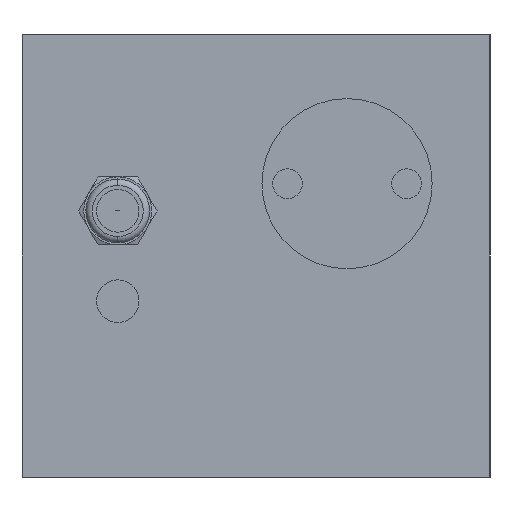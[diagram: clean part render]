
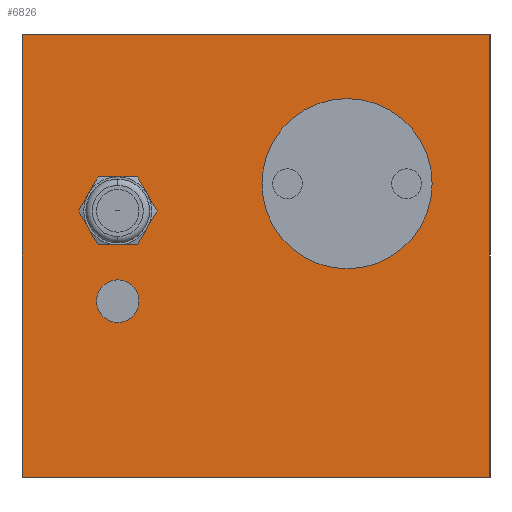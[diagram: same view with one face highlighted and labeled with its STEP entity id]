
A CAD part, left-side view. The second image highlights one B-rep face of the part: STEP entity #6826.
In plain terms, the highlighted planar face has unit normal (-1, 0, 0).
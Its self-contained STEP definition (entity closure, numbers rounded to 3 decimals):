
#827=DIRECTION('',(0.,0.,1.));
#828=VECTOR('',#827,52.);
#829=CARTESIAN_POINT('',(0.,55.,-52.));
#830=LINE('',#829,#828);
#871=DIRECTION('',(0.,-1.,0.));
#872=VECTOR('',#871,55.);
#873=CARTESIAN_POINT('',(0.,55.,-52.));
#874=LINE('',#873,#872);
#875=DIRECTION('',(0.,1.,0.));
#876=VECTOR('',#875,55.);
#877=CARTESIAN_POINT('',(0.,0.,0.));
#878=LINE('',#877,#876);
#879=DIRECTION('',(0.,0.,1.));
#880=VECTOR('',#879,52.);
#881=CARTESIAN_POINT('',(0.,0.,-52.));
#882=LINE('',#881,#880);
#883=CARTESIAN_POINT('',(0.,16.8,-17.5));
#884=DIRECTION('',(1.,0.,0.));
#885=DIRECTION('',(0.,0.,-1.));
#886=AXIS2_PLACEMENT_3D('',#883,#884,#885);
#888=CARTESIAN_POINT('',(0.,16.8,-17.5));
#889=DIRECTION('',(1.,0.,0.));
#890=DIRECTION('',(0.,0.,1.));
#891=AXIS2_PLACEMENT_3D('',#888,#889,#890);
#893=CARTESIAN_POINT('',(0.,43.75,-31.3));
#894=DIRECTION('',(1.,0.,0.));
#895=DIRECTION('',(0.,0.,-1.));
#896=AXIS2_PLACEMENT_3D('',#893,#894,#895);
#898=CARTESIAN_POINT('',(0.,43.75,-31.3));
#899=DIRECTION('',(1.,0.,0.));
#900=DIRECTION('',(0.,0.,1.));
#901=AXIS2_PLACEMENT_3D('',#898,#899,#900);
#903=CARTESIAN_POINT('',(0.,43.75,-20.7));
#904=DIRECTION('',(-1.,0.,0.));
#905=DIRECTION('',(0.,-0.866,0.5));
#906=AXIS2_PLACEMENT_3D('',#903,#904,#905);
#908=CARTESIAN_POINT('',(0.,43.75,-20.7));
#909=DIRECTION('',(-1.,0.,0.));
#910=DIRECTION('',(0.,0.,1.));
#911=AXIS2_PLACEMENT_3D('',#908,#909,#910);
#913=CARTESIAN_POINT('',(0.,43.75,-20.7));
#914=DIRECTION('',(-1.,0.,0.));
#915=DIRECTION('',(0.,0.866,0.5));
#916=AXIS2_PLACEMENT_3D('',#913,#914,#915);
#918=CARTESIAN_POINT('',(0.,43.75,-20.7));
#919=DIRECTION('',(-1.,0.,0.));
#920=DIRECTION('',(0.,0.866,-0.5));
#921=AXIS2_PLACEMENT_3D('',#918,#919,#920);
#923=CARTESIAN_POINT('',(0.,43.75,-20.7));
#924=DIRECTION('',(-1.,0.,0.));
#925=DIRECTION('',(0.,0.,-1.));
#926=AXIS2_PLACEMENT_3D('',#923,#924,#925);
#928=CARTESIAN_POINT('',(0.,43.75,-20.7));
#929=DIRECTION('',(-1.,0.,0.));
#930=DIRECTION('',(0.,-0.866,-0.5));
#931=AXIS2_PLACEMENT_3D('',#928,#929,#930);
#4691=CARTESIAN_POINT('',(0.,0.,-52.));
#4692=VERTEX_POINT('',#4691);
#4693=CARTESIAN_POINT('',(0.,55.,-52.));
#4694=VERTEX_POINT('',#4693);
#4731=CARTESIAN_POINT('',(0.,0.,0.));
#4732=VERTEX_POINT('',#4731);
#4733=CARTESIAN_POINT('',(0.,55.,0.));
#4734=VERTEX_POINT('',#4733);
#5327=CARTESIAN_POINT('',(0.,16.8,-27.5));
#5328=CARTESIAN_POINT('',(0.,16.8,-7.5));
#5329=VERTEX_POINT('',#5327);
#5330=VERTEX_POINT('',#5328);
#5331=CARTESIAN_POINT('',(0.,43.75,-33.8));
#5332=CARTESIAN_POINT('',(0.,43.75,-28.8));
#5333=VERTEX_POINT('',#5331);
#5334=VERTEX_POINT('',#5332);
#5985=CARTESIAN_POINT('',(0.,40.286,-18.7));
#5986=CARTESIAN_POINT('',(0.,43.75,-16.7));
#5987=VERTEX_POINT('',#5985);
#5988=VERTEX_POINT('',#5986);
#5989=CARTESIAN_POINT('',(0.,47.214,-22.7));
#5990=CARTESIAN_POINT('',(0.,43.75,-24.7));
#5991=VERTEX_POINT('',#5989);
#5992=VERTEX_POINT('',#5990);
#5993=CARTESIAN_POINT('',(0.,40.286,-22.7));
#5994=VERTEX_POINT('',#5993);
#5995=CARTESIAN_POINT('',(0.,47.214,-18.7));
#5996=VERTEX_POINT('',#5995);
#6788=CARTESIAN_POINT('',(0.,27.5,-26.));
#6789=DIRECTION('',(1.,0.,0.));
#6790=DIRECTION('',(0.,-1.,0.));
#6791=AXIS2_PLACEMENT_3D('',#6788,#6789,#6790);
#6792=PLANE('',#6791);
#6793=ORIENTED_EDGE('',*,*,#6626,.F.);
#6794=ORIENTED_EDGE('',*,*,#6759,.T.);
#6795=ORIENTED_EDGE('',*,*,#6032,.F.);
#6797=ORIENTED_EDGE('',*,*,#6796,.F.);
#6798=EDGE_LOOP('',(#6793,#6794,#6795,#6797));
#6799=FACE_OUTER_BOUND('',#6798,.F.);
#6801=ORIENTED_EDGE('',*,*,#6800,.F.);
#6803=ORIENTED_EDGE('',*,*,#6802,.F.);
#6804=EDGE_LOOP('',(#6801,#6803));
#6805=FACE_BOUND('',#6804,.F.);
#6807=ORIENTED_EDGE('',*,*,#6806,.F.);
#6809=ORIENTED_EDGE('',*,*,#6808,.F.);
#6810=EDGE_LOOP('',(#6807,#6809));
#6811=FACE_BOUND('',#6810,.F.);
#6813=ORIENTED_EDGE('',*,*,#6812,.T.);
#6815=ORIENTED_EDGE('',*,*,#6814,.T.);
#6817=ORIENTED_EDGE('',*,*,#6816,.T.);
#6819=ORIENTED_EDGE('',*,*,#6818,.T.);
#6821=ORIENTED_EDGE('',*,*,#6820,.T.);
#6823=ORIENTED_EDGE('',*,*,#6822,.T.);
#6824=EDGE_LOOP('',(#6813,#6815,#6817,#6819,#6821,#6823));
#6825=FACE_BOUND('',#6824,.F.);
#6826=ADVANCED_FACE('',(#6799,#6805,#6811,#6825),#6792,.F.);
#887=CIRCLE('',#886,10.);
#892=CIRCLE('',#891,10.);
#897=CIRCLE('',#896,2.5);
#902=CIRCLE('',#901,2.5);
#907=CIRCLE('',#906,4.);
#912=CIRCLE('',#911,4.);
#917=CIRCLE('',#916,4.);
#922=CIRCLE('',#921,4.);
#927=CIRCLE('',#926,4.);
#932=CIRCLE('',#931,4.);
#6032=EDGE_CURVE('',#4732,#4734,#878,.T.);
#6626=EDGE_CURVE('',#4694,#4692,#874,.T.);
#6759=EDGE_CURVE('',#4694,#4734,#830,.T.);
#6796=EDGE_CURVE('',#4692,#4732,#882,.T.);
#6800=EDGE_CURVE('',#5329,#5330,#887,.T.);
#6802=EDGE_CURVE('',#5330,#5329,#892,.T.);
#6806=EDGE_CURVE('',#5333,#5334,#897,.T.);
#6808=EDGE_CURVE('',#5334,#5333,#902,.T.);
#6812=EDGE_CURVE('',#5987,#5988,#907,.T.);
#6814=EDGE_CURVE('',#5988,#5996,#912,.T.);
#6816=EDGE_CURVE('',#5996,#5991,#917,.T.);
#6818=EDGE_CURVE('',#5991,#5992,#922,.T.);
#6820=EDGE_CURVE('',#5992,#5994,#927,.T.);
#6822=EDGE_CURVE('',#5994,#5987,#932,.T.);
